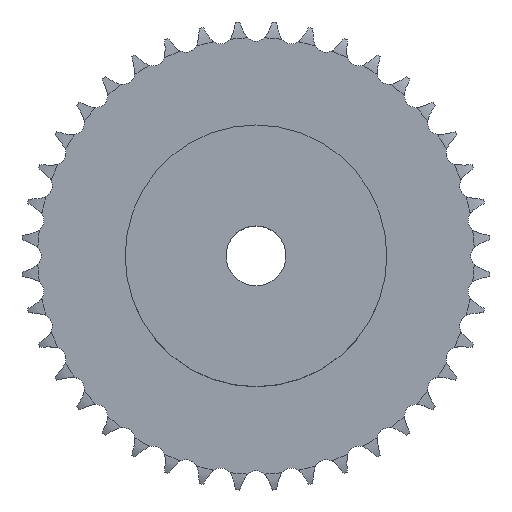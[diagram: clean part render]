
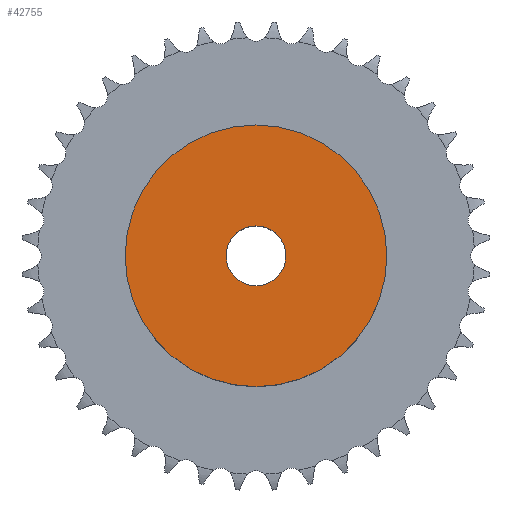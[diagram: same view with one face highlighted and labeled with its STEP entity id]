
A CAD part, top view. The second image highlights one B-rep face of the part: STEP entity #42755.
In plain terms, the highlighted planar face has unit normal (0, 0, 1).
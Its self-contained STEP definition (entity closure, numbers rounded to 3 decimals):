
#4857 = CYLINDRICAL_SURFACE('',#4858,35.);
#4858 = AXIS2_PLACEMENT_3D('',#4859,#4860,#4861);
#4859 = CARTESIAN_POINT('',(0.,0.,0.));
#4860 = DIRECTION('',(-0.,-0.,-1.));
#4861 = DIRECTION('',(1.,0.,0.));
#26912 = VERTEX_POINT('',#26913);
#26913 = CARTESIAN_POINT('',(35.,0.,30.));
#26934 = EDGE_CURVE('',#26912,#26912,#26935,.T.);
#26935 = SURFACE_CURVE('',#26936,(#26941,#26948),.PCURVE_S1.);
#26936 = CIRCLE('',#26937,35.);
#26937 = AXIS2_PLACEMENT_3D('',#26938,#26939,#26940);
#26938 = CARTESIAN_POINT('',(0.,0.,30.));
#26939 = DIRECTION('',(0.,0.,1.));
#26940 = DIRECTION('',(1.,0.,0.));
#26941 = PCURVE('',#4857,#26942);
#26942 = DEFINITIONAL_REPRESENTATION('',(#26943),#26947);
#26943 = LINE('',#26944,#26945);
#26944 = CARTESIAN_POINT('',(-0.,-30.));
#26945 = VECTOR('',#26946,1.);
#26946 = DIRECTION('',(-1.,0.));
#26947 = ( GEOMETRIC_REPRESENTATION_CONTEXT(2) 
PARAMETRIC_REPRESENTATION_CONTEXT() REPRESENTATION_CONTEXT('2D SPACE',''
  ) );
#26948 = PCURVE('',#26949,#26954);
#26949 = PLANE('',#26950);
#26950 = AXIS2_PLACEMENT_3D('',#26951,#26952,#26953);
#26951 = CARTESIAN_POINT('',(0.,0.,30.)
  );
#26952 = DIRECTION('',(0.,0.,1.));
#26953 = DIRECTION('',(1.,0.,0.));
#26954 = DEFINITIONAL_REPRESENTATION('',(#26955),#26959);
#26955 = CIRCLE('',#26956,35.);
#26956 = AXIS2_PLACEMENT_2D('',#26957,#26958);
#26957 = CARTESIAN_POINT('',(0.,0.));
#26958 = DIRECTION('',(1.,0.));
#26959 = ( GEOMETRIC_REPRESENTATION_CONTEXT(2) 
PARAMETRIC_REPRESENTATION_CONTEXT() REPRESENTATION_CONTEXT('2D SPACE',''
  ) );
#36153 = CYLINDRICAL_SURFACE('',#36154,8.);
#36154 = AXIS2_PLACEMENT_3D('',#36155,#36156,#36157);
#36155 = CARTESIAN_POINT('',(0.,0.,189.547));
#36156 = DIRECTION('',(0.,0.,1.));
#36157 = DIRECTION('',(1.,0.,0.));
#42755 = ADVANCED_FACE('',(#42756,#42759),#26949,.T.);
#42756 = FACE_BOUND('',#42757,.T.);
#42757 = EDGE_LOOP('',(#42758));
#42758 = ORIENTED_EDGE('',*,*,#26934,.T.);
#42759 = FACE_BOUND('',#42760,.T.);
#42760 = EDGE_LOOP('',(#42761));
#42761 = ORIENTED_EDGE('',*,*,#42762,.F.);
#42762 = EDGE_CURVE('',#42763,#42763,#42765,.T.);
#42763 = VERTEX_POINT('',#42764);
#42764 = CARTESIAN_POINT('',(8.,0.,30.));
#42765 = SURFACE_CURVE('',#42766,(#42771,#42778),.PCURVE_S1.);
#42766 = CIRCLE('',#42767,8.);
#42767 = AXIS2_PLACEMENT_3D('',#42768,#42769,#42770);
#42768 = CARTESIAN_POINT('',(0.,0.,30.));
#42769 = DIRECTION('',(0.,0.,1.));
#42770 = DIRECTION('',(1.,0.,0.));
#42771 = PCURVE('',#26949,#42772);
#42772 = DEFINITIONAL_REPRESENTATION('',(#42773),#42777);
#42773 = CIRCLE('',#42774,8.);
#42774 = AXIS2_PLACEMENT_2D('',#42775,#42776);
#42775 = CARTESIAN_POINT('',(0.,0.));
#42776 = DIRECTION('',(1.,0.));
#42777 = ( GEOMETRIC_REPRESENTATION_CONTEXT(2) 
PARAMETRIC_REPRESENTATION_CONTEXT() REPRESENTATION_CONTEXT('2D SPACE',''
  ) );
#42778 = PCURVE('',#36153,#42779);
#42779 = DEFINITIONAL_REPRESENTATION('',(#42780),#42784);
#42780 = LINE('',#42781,#42782);
#42781 = CARTESIAN_POINT('',(0.,-159.547));
#42782 = VECTOR('',#42783,1.);
#42783 = DIRECTION('',(1.,0.));
#42784 = ( GEOMETRIC_REPRESENTATION_CONTEXT(2) 
PARAMETRIC_REPRESENTATION_CONTEXT() REPRESENTATION_CONTEXT('2D SPACE',''
  ) );
